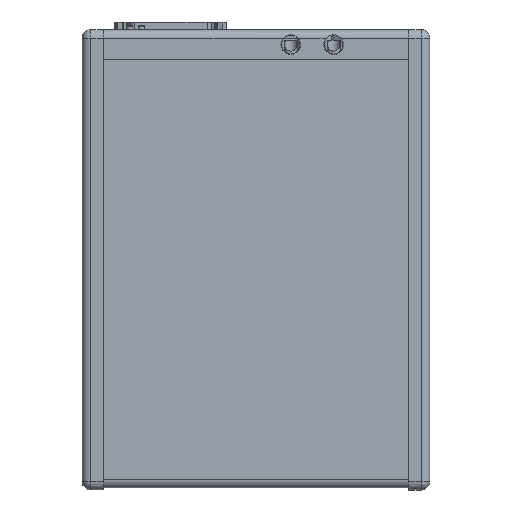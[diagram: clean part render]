
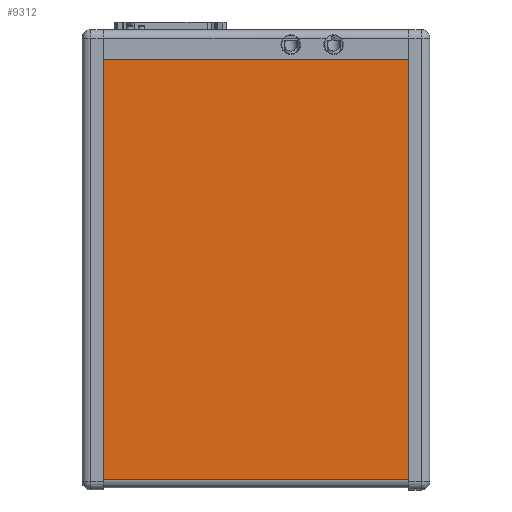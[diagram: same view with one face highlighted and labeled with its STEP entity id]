
A CAD part, left-side view. The second image highlights one B-rep face of the part: STEP entity #9312.
In plain terms, the highlighted planar face has unit normal (-1, 0, 0).
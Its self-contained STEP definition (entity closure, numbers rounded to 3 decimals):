
#69 = DIRECTION ( 'NONE',  ( 0., 0., -1. ) ) ;
#250 = EDGE_CURVE ( 'NONE', #9497, #5031, #8822, .T. ) ;
#301 = FACE_OUTER_BOUND ( 'NONE', #6675, .T. ) ;
#404 = ORIENTED_EDGE ( 'NONE', *, *, #1853, .T. ) ;
#407 = DIRECTION ( 'NONE',  ( 0., -1., 0. ) ) ;
#1108 = AXIS2_PLACEMENT_3D ( 'NONE', #9886, #5028, #8126 ) ;
#1205 = VECTOR ( 'NONE', #5387, 1000. ) ;
#1796 = DIRECTION ( 'NONE',  ( 0., 0., -1. ) ) ;
#1814 = VERTEX_POINT ( 'NONE', #7737 ) ;
#1853 = EDGE_CURVE ( 'NONE', #8987, #9497, #3445, .T. ) ;
#2394 = CARTESIAN_POINT ( 'NONE',  ( -99.25, 121., -16.2 ) ) ;
#2947 = CARTESIAN_POINT ( 'NONE',  ( -99.25, 121., -16.2 ) ) ;
#3376 = LINE ( 'NONE', #2947, #1205 ) ;
#3445 = LINE ( 'NONE', #2394, #7251 ) ;
#3767 = LINE ( 'NONE', #4244, #7055 ) ;
#4179 = ORIENTED_EDGE ( 'NONE', *, *, #250, .T. ) ;
#4244 = CARTESIAN_POINT ( 'NONE',  ( -99.25, -24.5, -16.2 ) ) ;
#5028 = DIRECTION ( 'NONE',  ( -1., 0., 0. ) ) ;
#5031 = VERTEX_POINT ( 'NONE', #5371 ) ;
#5253 = CARTESIAN_POINT ( 'NONE',  ( -99.25, 121., -213.2 ) ) ;
#5349 = CARTESIAN_POINT ( 'NONE',  ( -99.25, 121., -16.2 ) ) ;
#5371 = CARTESIAN_POINT ( 'NONE',  ( -99.25, -24.5, -213.2 ) ) ;
#5387 = DIRECTION ( 'NONE',  ( 0., -1., 0. ) ) ;
#6503 = ORIENTED_EDGE ( 'NONE', *, *, #8989, .F. ) ;
#6675 = EDGE_LOOP ( 'NONE', ( #8372, #6503, #404, #4179 ) ) ;
#7051 = VECTOR ( 'NONE', #407, 1000. ) ;
#7055 = VECTOR ( 'NONE', #1796, 1000. ) ;
#7251 = VECTOR ( 'NONE', #69, 1000. ) ;
#7337 = PLANE ( 'NONE',  #1108 ) ;
#7737 = CARTESIAN_POINT ( 'NONE',  ( -99.25, -24.5, -16.2 ) ) ;
#8126 = DIRECTION ( 'NONE',  ( 0., 0., -1. ) ) ;
#8372 = ORIENTED_EDGE ( 'NONE', *, *, #8393, .F. ) ;
#8393 = EDGE_CURVE ( 'NONE', #1814, #5031, #3767, .T. ) ;
#8541 = CARTESIAN_POINT ( 'NONE',  ( -99.25, 121., -213.2 ) ) ;
#8822 = LINE ( 'NONE', #5253, #7051 ) ;
#8987 = VERTEX_POINT ( 'NONE', #5349 ) ;
#8989 = EDGE_CURVE ( 'NONE', #8987, #1814, #3376, .T. ) ;
#9312 = ADVANCED_FACE ( 'NONE', ( #301 ), #7337, .T. ) ;
#9497 = VERTEX_POINT ( 'NONE', #8541 ) ;
#9886 = CARTESIAN_POINT ( 'NONE',  ( -99.25, 121., -16.2 ) ) ;
